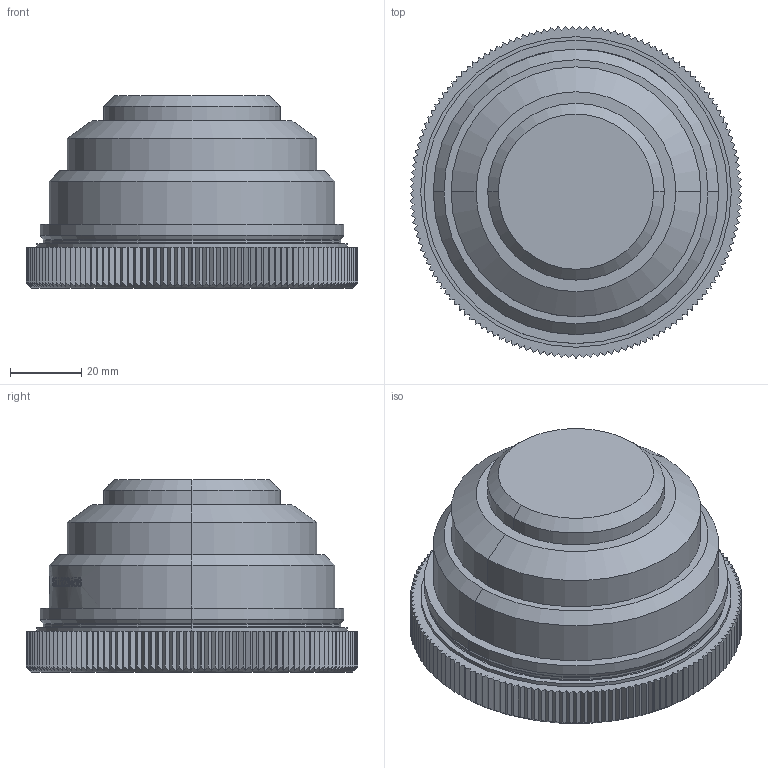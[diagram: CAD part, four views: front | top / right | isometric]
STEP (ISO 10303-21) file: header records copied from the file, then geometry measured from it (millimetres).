
FILE_DESCRIPTION (( 'STEP AP203' ), '1' );
FILE_NAME ('S4LFT3167_328_01.STEP', '2020-12-17T12:23:30', ( '' ), ( '' ), 'SwSTEP 2.0', 'SolidWorks 2017', '' );
FILE_SCHEMA (( 'CONFIG_CONTROL_DESIGN' ));
Length unit declared in the file: millimetre
Products named in the file (1): S4LFT3167_328_01
Bounding box: 92.99 x 92.99 x 54 mm (x, y, z)
Volume: 250514.1 mm3; surface area: 26126.7 mm2
Topology: 1 solids, 1 shells, 497 faces, 1636 edges, 1175 vertices
Faces by surface type: plane 297, cylinder 186, cone 10, torus 4
Entity records: 21975 total; most frequent: CARTESIAN_POINT 7902, ORIENTED_EDGE 3272, DIRECTION 2548, EDGE_CURVE 1636, VERTEX_POINT 1175, AXIS2_PLACEMENT_3D 879, VECTOR 790, LINE 790
